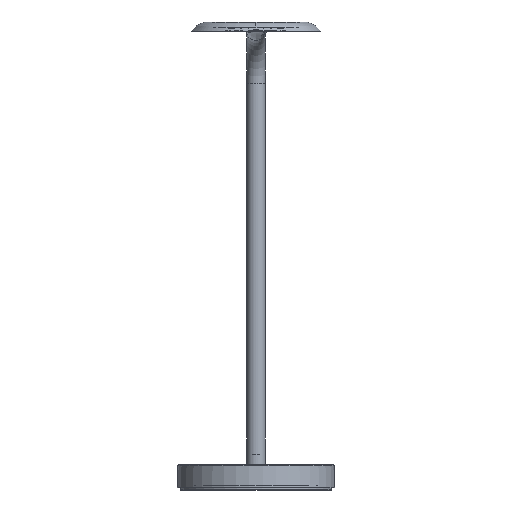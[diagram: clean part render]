
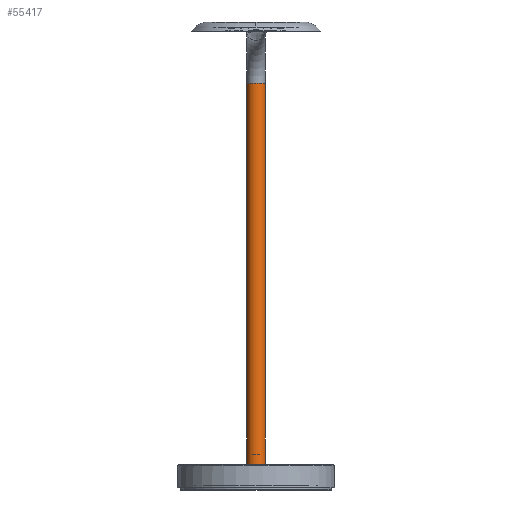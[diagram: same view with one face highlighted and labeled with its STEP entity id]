
A CAD part, front view. The second image highlights one B-rep face of the part: STEP entity #55417.
In plain terms, the highlighted cylindrical face has radius 8.5 mm (diameter 17 mm), a full revolution.
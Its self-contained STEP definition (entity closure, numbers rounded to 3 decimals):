
#5370=FACE_OUTER_BOUND('',#8464,.T.);
#8464=EDGE_LOOP('',(#40173,#40174,#40175,#40176,#40177));
#12430=LINE('',#79127,#19034);
#19034=VECTOR('',#63650,8.5);
#25653=CIRCLE('',#59346,8.5);
#25668=CIRCLE('',#59370,8.5);
#25669=CIRCLE('',#59371,8.5);
#26383=VERTEX_POINT('',#79003);
#26400=VERTEX_POINT('',#79121);
#26401=VERTEX_POINT('',#79123);
#31709=EDGE_CURVE('',#26383,#26383,#25653,.T.);
#31734=EDGE_CURVE('',#26401,#26400,#25668,.T.);
#31735=EDGE_CURVE('',#26400,#26401,#25669,.T.);
#31736=EDGE_CURVE('',#26401,#26383,#12430,.T.);
#40173=ORIENTED_EDGE('',*,*,#31734,.T.);
#40174=ORIENTED_EDGE('',*,*,#31735,.T.);
#40175=ORIENTED_EDGE('',*,*,#31736,.T.);
#40176=ORIENTED_EDGE('',*,*,#31709,.F.);
#40177=ORIENTED_EDGE('',*,*,#31736,.F.);
#55047=CYLINDRICAL_SURFACE('',#59372,8.5);
#55417=ADVANCED_FACE('',(#5370),#55047,.T.);
#59346=AXIS2_PLACEMENT_3D('',#79004,#63590,#63591);
#59370=AXIS2_PLACEMENT_3D('',#79124,#63644,#63645);
#59371=AXIS2_PLACEMENT_3D('',#79125,#63646,#63647);
#59372=AXIS2_PLACEMENT_3D('',#79126,#63648,#63649);
#63590=DIRECTION('center_axis',(0.,0.,-1.));
#63591=DIRECTION('ref_axis',(-1.,0.,0.));
#63644=DIRECTION('center_axis',(0.,0.,-1.));
#63645=DIRECTION('ref_axis',(-1.,0.,0.));
#63646=DIRECTION('center_axis',(0.,0.,-1.));
#63647=DIRECTION('ref_axis',(-1.,0.,0.));
#63648=DIRECTION('center_axis',(0.,0.,1.));
#63649=DIRECTION('ref_axis',(-1.,0.,0.));
#63650=DIRECTION('',(0.,0.,-1.));
#79003=CARTESIAN_POINT('',(8.5,0.,0.));
#79004=CARTESIAN_POINT('Origin',(0.,0.,0.));
#79121=CARTESIAN_POINT('',(0.,-8.5,356.));
#79123=CARTESIAN_POINT('',(8.5,0.,356.));
#79124=CARTESIAN_POINT('Origin',(0.,0.,356.));
#79125=CARTESIAN_POINT('Origin',(0.,0.,356.));
#79126=CARTESIAN_POINT('Origin',(0.,0.,0.));
#79127=CARTESIAN_POINT('',(8.5,0.,0.));
